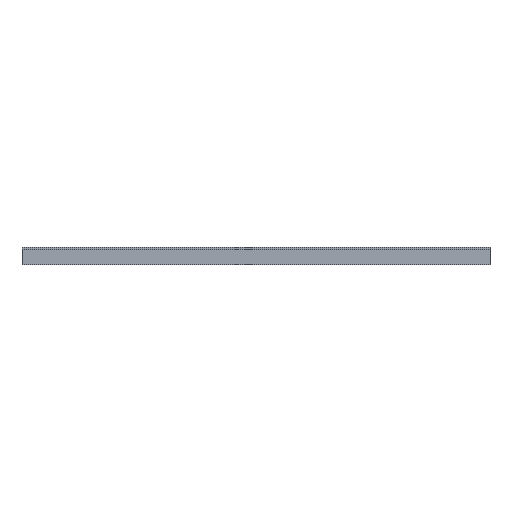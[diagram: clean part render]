
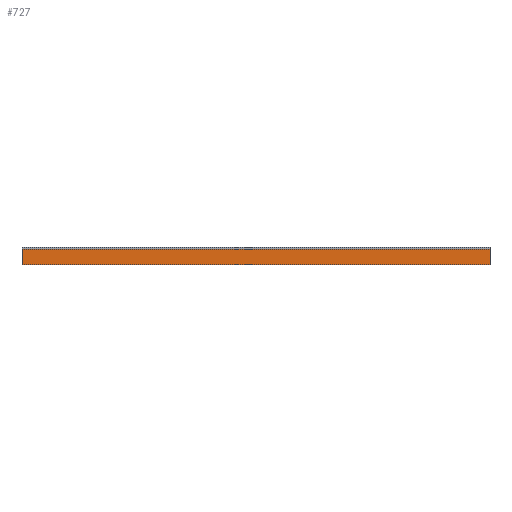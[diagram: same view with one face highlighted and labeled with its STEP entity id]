
A CAD part, front view. The second image highlights one B-rep face of the part: STEP entity #727.
In plain terms, the highlighted planar face has unit normal (0, -1, 0).
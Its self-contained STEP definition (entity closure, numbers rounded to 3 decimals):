
#73 = CARTESIAN_POINT ( 'NONE',  ( -100., -13.5, -0.8 ) ) ;
#171 = LINE ( 'NONE', #955, #1469 ) ;
#200 = VERTEX_POINT ( 'NONE', #333 ) ;
#289 = VERTEX_POINT ( 'NONE', #1536 ) ;
#316 = CARTESIAN_POINT ( 'NONE',  ( 100., -13.5, 5.9 ) ) ;
#333 = CARTESIAN_POINT ( 'NONE',  ( 100., -13.5, -0.8 ) ) ;
#353 = ORIENTED_EDGE ( 'NONE', *, *, #834, .F. ) ;
#452 = LINE ( 'NONE', #316, #820 ) ;
#478 = ORIENTED_EDGE ( 'NONE', *, *, #1347, .F. ) ;
#502 = DIRECTION ( 'NONE',  ( -1., 0., 0. ) ) ;
#552 = DIRECTION ( 'NONE',  ( 0., 0., -1. ) ) ;
#554 = CARTESIAN_POINT ( 'NONE',  ( 100., -13.5, 5.9 ) ) ;
#565 = CARTESIAN_POINT ( 'NONE',  ( 100., -13.5, -0.8 ) ) ;
#629 = EDGE_CURVE ( 'NONE', #289, #1090, #171, .T. ) ;
#721 = DIRECTION ( 'NONE',  ( 0., 0., 1. ) ) ;
#723 = DIRECTION ( 'NONE',  ( 0., 1., 0. ) ) ;
#727 = ADVANCED_FACE ( 'NONE', ( #1380 ), #802, .F. ) ;
#736 = CARTESIAN_POINT ( 'NONE',  ( 100., -13.5, -0.8 ) ) ;
#798 = LINE ( 'NONE', #1285, #1425 ) ;
#802 = PLANE ( 'NONE',  #1325 ) ;
#820 = VECTOR ( 'NONE', #1345, 1000. ) ;
#834 = EDGE_CURVE ( 'NONE', #1606, #200, #970, .T. ) ;
#917 = EDGE_LOOP ( 'NONE', ( #1021, #478, #353, #1045 ) ) ;
#949 = DIRECTION ( 'NONE',  ( 0., 0., -1. ) ) ;
#955 = CARTESIAN_POINT ( 'NONE',  ( -100., -13.5, -0.8 ) ) ;
#970 = LINE ( 'NONE', #565, #1512 ) ;
#1021 = ORIENTED_EDGE ( 'NONE', *, *, #629, .T. ) ;
#1045 = ORIENTED_EDGE ( 'NONE', *, *, #1187, .T. ) ;
#1090 = VERTEX_POINT ( 'NONE', #73 ) ;
#1187 = EDGE_CURVE ( 'NONE', #1606, #289, #452, .T. ) ;
#1285 = CARTESIAN_POINT ( 'NONE',  ( 100., -13.5, -0.8 ) ) ;
#1325 = AXIS2_PLACEMENT_3D ( 'NONE', #736, #723, #721 ) ;
#1345 = DIRECTION ( 'NONE',  ( -1., 0., 0. ) ) ;
#1347 = EDGE_CURVE ( 'NONE', #200, #1090, #798, .T. ) ;
#1380 = FACE_OUTER_BOUND ( 'NONE', #917, .T. ) ;
#1425 = VECTOR ( 'NONE', #502, 1000. ) ;
#1469 = VECTOR ( 'NONE', #949, 1000. ) ;
#1512 = VECTOR ( 'NONE', #552, 1000. ) ;
#1536 = CARTESIAN_POINT ( 'NONE',  ( -100., -13.5, 5.9 ) ) ;
#1606 = VERTEX_POINT ( 'NONE', #554 ) ;
